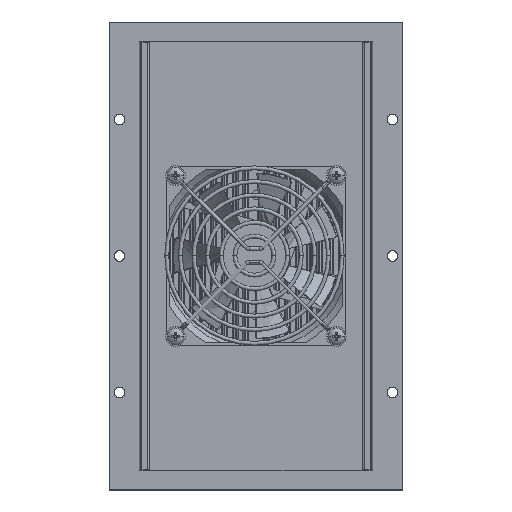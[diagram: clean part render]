
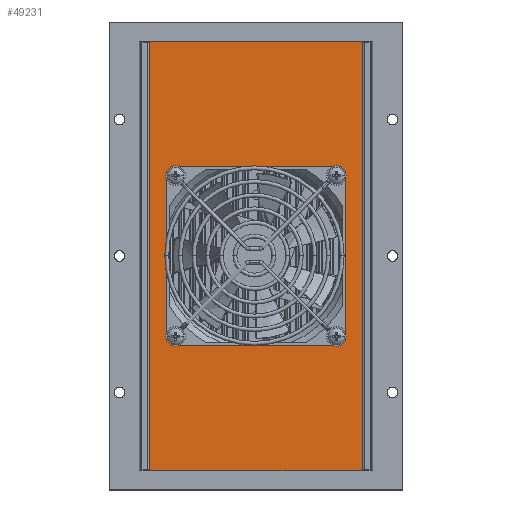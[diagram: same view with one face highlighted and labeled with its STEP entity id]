
A CAD part, front view. The second image highlights one B-rep face of the part: STEP entity #49231.
In plain terms, the highlighted planar face has unit normal (0, -1, 0).
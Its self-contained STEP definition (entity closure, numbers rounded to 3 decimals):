
#368 = ORIENTED_EDGE ( 'NONE', *, *, #3705, .T. ) ;
#936 = CIRCLE ( 'NONE', #86272, 2.5 ) ;
#1050 = EDGE_CURVE ( 'NONE', #2934, #5426, #36234, .T. ) ;
#2081 = CARTESIAN_POINT ( 'NONE',  ( 41.219, -66., -41.25 ) ) ;
#2263 = DIRECTION ( 'NONE',  ( -1., 0., 0. ) ) ;
#2747 = EDGE_CURVE ( 'NONE', #16941, #19878, #85849, .T. ) ;
#2934 = VERTEX_POINT ( 'NONE', #33764 ) ;
#3705 = EDGE_CURVE ( 'NONE', #87503, #2934, #4740, .T. ) ;
#3874 = ORIENTED_EDGE ( 'NONE', *, *, #51157, .F. ) ;
#4073 = EDGE_CURVE ( 'NONE', #90551, #88097, #81084, .T. ) ;
#4740 = LINE ( 'NONE', #34670, #58279 ) ;
#4743 = AXIS2_PLACEMENT_3D ( 'NONE', #67198, #25391, #74261 ) ;
#4760 = DIRECTION ( 'NONE',  ( 1., 0., 0. ) ) ;
#5426 = VERTEX_POINT ( 'NONE', #39088 ) ;
#5745 = CIRCLE ( 'NONE', #85148, 45. ) ;
#9038 = DIRECTION ( 'NONE',  ( 1., 0., 0. ) ) ;
#9286 = DIRECTION ( 'NONE',  ( 0., -1., 0. ) ) ;
#10374 = CARTESIAN_POINT ( 'NONE',  ( -43.781, -66., -41.25 ) ) ;
#10434 = CARTESIAN_POINT ( 'NONE',  ( -38.781, -66., -41.25 ) ) ;
#10775 = FACE_BOUND ( 'NONE', #71793, .T. ) ;
#13543 = LINE ( 'NONE', #79600, #67034 ) ;
#14053 = CARTESIAN_POINT ( 'NONE',  ( 41.219, -66., 41.25 ) ) ;
#14742 = AXIS2_PLACEMENT_3D ( 'NONE', #18387, #67215, #25413 ) ;
#16526 = ORIENTED_EDGE ( 'NONE', *, *, #50796, .T. ) ;
#16690 = DIRECTION ( 'NONE',  ( 0., 0., -1. ) ) ;
#16941 = VERTEX_POINT ( 'NONE', #84265 ) ;
#17516 = CARTESIAN_POINT ( 'NONE',  ( -55.031, -66., 110. ) ) ;
#17603 = CARTESIAN_POINT ( 'NONE',  ( -0.031, -66., 0. ) ) ;
#17959 = VERTEX_POINT ( 'NONE', #64483 ) ;
#18387 = CARTESIAN_POINT ( 'NONE',  ( 41.219, -66., 41.25 ) ) ;
#19321 = CIRCLE ( 'NONE', #26016, 2.5 ) ;
#19878 = VERTEX_POINT ( 'NONE', #59778 ) ;
#21029 = ORIENTED_EDGE ( 'NONE', *, *, #73253, .F. ) ;
#21076 = DIRECTION ( 'NONE',  ( 1., 0., 0. ) ) ;
#21959 = ORIENTED_EDGE ( 'NONE', *, *, #35829, .F. ) ;
#23560 = CARTESIAN_POINT ( 'NONE',  ( -45.031, -66., 0. ) ) ;
#24390 = VECTOR ( 'NONE', #26726, 1000. ) ;
#24571 = CARTESIAN_POINT ( 'NONE',  ( 41.219, -66., -41.25 ) ) ;
#24612 = DIRECTION ( 'NONE',  ( 1., 0., 0. ) ) ;
#24799 = ORIENTED_EDGE ( 'NONE', *, *, #4073, .F. ) ;
#25391 = DIRECTION ( 'NONE',  ( 0., 1., 0. ) ) ;
#25413 = DIRECTION ( 'NONE',  ( 1., 0., 0. ) ) ;
#26016 = AXIS2_PLACEMENT_3D ( 'NONE', #28110, #76950, #35141 ) ;
#26726 = DIRECTION ( 'NONE',  ( 1., 0., 0. ) ) ;
#28110 = CARTESIAN_POINT ( 'NONE',  ( -41.281, -66., -41.25 ) ) ;
#31628 = DIRECTION ( 'NONE',  ( 1., 0., 0. ) ) ;
#31904 = ORIENTED_EDGE ( 'NONE', *, *, #33292, .F. ) ;
#33051 = ORIENTED_EDGE ( 'NONE', *, *, #58268, .F. ) ;
#33292 = EDGE_CURVE ( 'NONE', #49147, #17959, #38926, .T. ) ;
#33764 = CARTESIAN_POINT ( 'NONE',  ( 54.969, -66., 110. ) ) ;
#34670 = CARTESIAN_POINT ( 'NONE',  ( 54.969, -66., -110. ) ) ;
#35141 = DIRECTION ( 'NONE',  ( 1., 0., 0. ) ) ;
#35580 = DIRECTION ( 'NONE',  ( 0., -1., 0. ) ) ;
#35829 = EDGE_CURVE ( 'NONE', #19878, #16941, #49424, .T. ) ;
#36135 = CARTESIAN_POINT ( 'NONE',  ( -41.281, -66., -41.25 ) ) ;
#36234 = LINE ( 'NONE', #17516, #52644 ) ;
#37741 = ORIENTED_EDGE ( 'NONE', *, *, #1050, .T. ) ;
#38537 = VERTEX_POINT ( 'NONE', #89705 ) ;
#38775 = EDGE_CURVE ( 'NONE', #80142, #87792, #69153, .T. ) ;
#38926 = CIRCLE ( 'NONE', #41936, 45. ) ;
#39088 = CARTESIAN_POINT ( 'NONE',  ( -55.031, -66., 110. ) ) ;
#39122 = PLANE ( 'NONE',  #4743 ) ;
#41703 = DIRECTION ( 'NONE',  ( 0., 0., 1. ) ) ;
#41936 = AXIS2_PLACEMENT_3D ( 'NONE', #17603, #66468, #24612 ) ;
#43153 = DIRECTION ( 'NONE',  ( 1., 0., 0. ) ) ;
#45755 = FACE_OUTER_BOUND ( 'NONE', #50843, .T. ) ;
#46158 = EDGE_CURVE ( 'NONE', #76313, #56748, #19321, .T. ) ;
#46621 = DIRECTION ( 'NONE',  ( 0., -1., 0. ) ) ;
#47185 = EDGE_CURVE ( 'NONE', #38537, #87503, #61561, .T. ) ;
#47887 = EDGE_LOOP ( 'NONE', ( #47999, #72220 ) ) ;
#47991 = FACE_BOUND ( 'NONE', #81062, .T. ) ;
#47999 = ORIENTED_EDGE ( 'NONE', *, *, #38775, .F. ) ;
#49147 = VERTEX_POINT ( 'NONE', #23560 ) ;
#49231 = ADVANCED_FACE ( 'NONE', ( #85105, #10775, #47991, #64307, #82926, #45755 ), #39122, .F. ) ;
#49424 = CIRCLE ( 'NONE', #88471, 2.5 ) ;
#50125 = CARTESIAN_POINT ( 'NONE',  ( -43.781, -66., 41.25 ) ) ;
#50306 = ORIENTED_EDGE ( 'NONE', *, *, #46158, .F. ) ;
#50796 = EDGE_CURVE ( 'NONE', #5426, #38537, #13543, .T. ) ;
#50843 = EDGE_LOOP ( 'NONE', ( #368, #37741, #16526, #85153 ) ) ;
#50929 = DIRECTION ( 'NONE',  ( 0., -1., 0. ) ) ;
#51157 = EDGE_CURVE ( 'NONE', #17959, #49147, #5745, .T. ) ;
#51182 = CARTESIAN_POINT ( 'NONE',  ( -41.281, -66., 41.25 ) ) ;
#52627 = AXIS2_PLACEMENT_3D ( 'NONE', #88443, #46621, #4760 ) ;
#52639 = CARTESIAN_POINT ( 'NONE',  ( 54.969, -66., -110. ) ) ;
#52644 = VECTOR ( 'NONE', #2263, 1000. ) ;
#53203 = AXIS2_PLACEMENT_3D ( 'NONE', #51182, #9286, #58163 ) ;
#56748 = VERTEX_POINT ( 'NONE', #10374 ) ;
#58163 = DIRECTION ( 'NONE',  ( 1., 0., 0. ) ) ;
#58268 = EDGE_CURVE ( 'NONE', #88097, #90551, #74893, .T. ) ;
#58279 = VECTOR ( 'NONE', #41703, 1000. ) ;
#59778 = CARTESIAN_POINT ( 'NONE',  ( 38.719, -66., -41.25 ) ) ;
#60640 = EDGE_LOOP ( 'NONE', ( #50306, #21029 ) ) ;
#61561 = LINE ( 'NONE', #68519, #24390 ) ;
#62886 = DIRECTION ( 'NONE',  ( 0., -1., 0. ) ) ;
#64307 = FACE_BOUND ( 'NONE', #47887, .T. ) ;
#64483 = CARTESIAN_POINT ( 'NONE',  ( 44.969, -66., 0. ) ) ;
#66468 = DIRECTION ( 'NONE',  ( 0., -1., 0. ) ) ;
#67034 = VECTOR ( 'NONE', #16690, 1000. ) ;
#67198 = CARTESIAN_POINT ( 'NONE',  ( 54.969, -66., 110. ) ) ;
#67215 = DIRECTION ( 'NONE',  ( 0., -1., 0. ) ) ;
#68519 = CARTESIAN_POINT ( 'NONE',  ( -55.031, -66., -110. ) ) ;
#69153 = CIRCLE ( 'NONE', #53203, 2.5 ) ;
#69804 = AXIS2_PLACEMENT_3D ( 'NONE', #14053, #62886, #21076 ) ;
#71333 = AXIS2_PLACEMENT_3D ( 'NONE', #24571, #73418, #31628 ) ;
#71793 = EDGE_LOOP ( 'NONE', ( #82293, #21959 ) ) ;
#72220 = ORIENTED_EDGE ( 'NONE', *, *, #89357, .F. ) ;
#73253 = EDGE_CURVE ( 'NONE', #56748, #76313, #936, .T. ) ;
#73418 = DIRECTION ( 'NONE',  ( 0., -1., 0. ) ) ;
#74177 = CARTESIAN_POINT ( 'NONE',  ( 43.719, -66., 41.25 ) ) ;
#74261 = DIRECTION ( 'NONE',  ( -1., 0., 0. ) ) ;
#74893 = CIRCLE ( 'NONE', #69804, 2.5 ) ;
#75997 = CARTESIAN_POINT ( 'NONE',  ( 38.719, -66., 41.25 ) ) ;
#76313 = VERTEX_POINT ( 'NONE', #10434 ) ;
#76950 = DIRECTION ( 'NONE',  ( 0., -1., 0. ) ) ;
#77415 = CARTESIAN_POINT ( 'NONE',  ( -0.031, -66., 0. ) ) ;
#79600 = CARTESIAN_POINT ( 'NONE',  ( -55.031, -66., -110. ) ) ;
#80142 = VERTEX_POINT ( 'NONE', #88632 ) ;
#81030 = EDGE_LOOP ( 'NONE', ( #3874, #31904 ) ) ;
#81062 = EDGE_LOOP ( 'NONE', ( #33051, #24799 ) ) ;
#81084 = CIRCLE ( 'NONE', #14742, 2.5 ) ;
#82293 = ORIENTED_EDGE ( 'NONE', *, *, #2747, .F. ) ;
#82926 = FACE_BOUND ( 'NONE', #81030, .T. ) ;
#84265 = CARTESIAN_POINT ( 'NONE',  ( 43.719, -66., -41.25 ) ) ;
#84424 = DIRECTION ( 'NONE',  ( 1., 0., 0. ) ) ;
#84663 = CIRCLE ( 'NONE', #52627, 2.5 ) ;
#84981 = DIRECTION ( 'NONE',  ( 0., -1., 0. ) ) ;
#85105 = FACE_BOUND ( 'NONE', #60640, .T. ) ;
#85148 = AXIS2_PLACEMENT_3D ( 'NONE', #77415, #35580, #84424 ) ;
#85153 = ORIENTED_EDGE ( 'NONE', *, *, #47185, .T. ) ;
#85849 = CIRCLE ( 'NONE', #71333, 2.5 ) ;
#86272 = AXIS2_PLACEMENT_3D ( 'NONE', #36135, #84981, #43153 ) ;
#87503 = VERTEX_POINT ( 'NONE', #52639 ) ;
#87792 = VERTEX_POINT ( 'NONE', #50125 ) ;
#88097 = VERTEX_POINT ( 'NONE', #74177 ) ;
#88443 = CARTESIAN_POINT ( 'NONE',  ( -41.281, -66., 41.25 ) ) ;
#88471 = AXIS2_PLACEMENT_3D ( 'NONE', #2081, #50929, #9038 ) ;
#88632 = CARTESIAN_POINT ( 'NONE',  ( -38.781, -66., 41.25 ) ) ;
#89357 = EDGE_CURVE ( 'NONE', #87792, #80142, #84663, .T. ) ;
#89705 = CARTESIAN_POINT ( 'NONE',  ( -55.031, -66., -110. ) ) ;
#90551 = VERTEX_POINT ( 'NONE', #75997 ) ;
